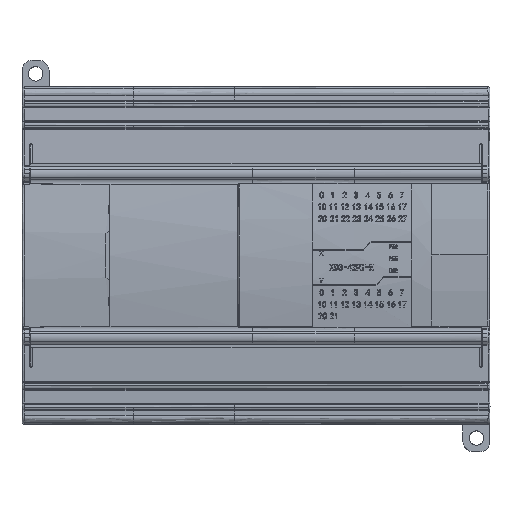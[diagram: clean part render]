
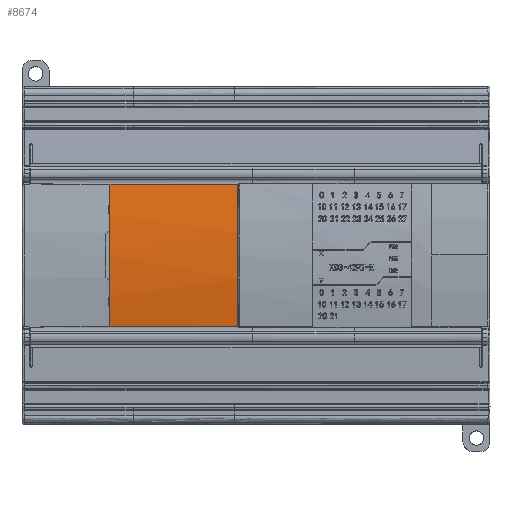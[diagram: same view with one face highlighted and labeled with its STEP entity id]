
A CAD part, top view. The second image highlights one B-rep face of the part: STEP entity #8674.
In plain terms, the highlighted cylindrical face has radius 128 mm (diameter 256 mm), a partial arc.
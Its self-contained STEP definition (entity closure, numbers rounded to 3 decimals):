
#1645=(
BOUNDED_CURVE()
B_SPLINE_CURVE(2,(#142447,#142448,#142449,#142450,#142451),
 .UNSPECIFIED.,.F.,.F.)
B_SPLINE_CURVE_WITH_KNOTS((3,2,3),(0.,12.029,24.059),
 .UNSPECIFIED.)
CURVE()
GEOMETRIC_REPRESENTATION_ITEM()
RATIONAL_B_SPLINE_CURVE((1.,0.999,1.,0.999,1.))
REPRESENTATION_ITEM('')
);
#1646=(
BOUNDED_CURVE()
B_SPLINE_CURVE(2,(#142508,#142509,#142510,#142511,#142512,#142513,#142514),
 .UNSPECIFIED.,.F.,.F.)
B_SPLINE_CURVE_WITH_KNOTS((3,2,2,3),(0.,21.215,21.215,
42.429),.UNSPECIFIED.)
CURVE()
GEOMETRIC_REPRESENTATION_ITEM()
RATIONAL_B_SPLINE_CURVE((1.,0.997,1.,1.,1.,0.997,
1.))
REPRESENTATION_ITEM('')
);
#2187=CYLINDRICAL_SURFACE('',#61564,128.);
#8674=ADVANCED_FACE('',(#12119),#2187,.T.);
#12119=FACE_OUTER_BOUND('',#15816,.T.);
#15816=EDGE_LOOP('',(#32601,#32602,#32603,#32604,#32605,#32606));
#32601=ORIENTED_EDGE('',*,*,#43435,.T.);
#32602=ORIENTED_EDGE('',*,*,#43436,.T.);
#32603=ORIENTED_EDGE('',*,*,#43400,.F.);
#32604=ORIENTED_EDGE('',*,*,#43437,.T.);
#32605=ORIENTED_EDGE('',*,*,#43438,.F.);
#32606=ORIENTED_EDGE('',*,*,#43384,.F.);
#43384=EDGE_CURVE('',#58204,#58201,#1645,.T.);
#43400=EDGE_CURVE('',#58215,#58210,#1646,.T.);
#43435=EDGE_CURVE('',#58204,#58211,#51480,.T.);
#43436=EDGE_CURVE('',#58211,#58210,#51481,.T.);
#43437=EDGE_CURVE('',#58215,#58220,#51482,.T.);
#43438=EDGE_CURVE('',#58201,#58220,#51483,.T.);
#51480=B_SPLINE_CURVE_WITH_KNOTS('',3,(#142613,#142614,#142615,#142616),
 .UNSPECIFIED.,.F.,.F.,(4,4),(0.,9.148),.UNSPECIFIED.);
#51481=B_SPLINE_CURVE_WITH_KNOTS('',3,(#142617,#142618,#142619,#142620),
 .UNSPECIFIED.,.F.,.F.,(4,4),(0.,37.857),.UNSPECIFIED.);
#51482=B_SPLINE_CURVE_WITH_KNOTS('',1,(#142621,#142622),.UNSPECIFIED.,.F.,
 .F.,(2,2),(0.,37.857),.UNSPECIFIED.);
#51483=B_SPLINE_CURVE_WITH_KNOTS('',3,(#142623,#142624,#142625,#142626,
#142627,#142628,#142629,#142630,#142631,#142632,#142633,#142634,#142635),
 .UNSPECIFIED.,.F.,.F.,(4,3,3,3,4),(-9.146,-6.507,
-3.869,-1.29,0.),.UNSPECIFIED.);
#58201=VERTEX_POINT('',#118720);
#58204=VERTEX_POINT('',#118723);
#58210=VERTEX_POINT('',#118729);
#58211=VERTEX_POINT('',#118730);
#58215=VERTEX_POINT('',#118734);
#58220=VERTEX_POINT('',#118739);
#61564=AXIS2_PLACEMENT_3D('',#110746,#64366,$);
#64366=DIRECTION('',(-1.,0.,0.));
#110746=CARTESIAN_POINT('',(-9.307,-49.261,-83.574));
#118720=CARTESIAN_POINT('',(-28.25,-37.258,43.862));
#118723=CARTESIAN_POINT('',(-28.25,-61.264,43.862));
#118729=CARTESIAN_POINT('',(9.607,-70.331,42.68));
#118730=CARTESIAN_POINT('',(-28.25,-70.331,42.68));
#118734=CARTESIAN_POINT('',(9.607,-28.191,42.68));
#118739=CARTESIAN_POINT('',(-28.25,-28.191,42.68));
#142447=CARTESIAN_POINT('',(-28.25,-61.264,43.862));
#142448=CARTESIAN_POINT('',(-28.25,-55.276,44.426));
#142449=CARTESIAN_POINT('',(-28.25,-49.261,44.426));
#142450=CARTESIAN_POINT('',(-28.25,-43.246,44.426));
#142451=CARTESIAN_POINT('',(-28.25,-37.258,43.862));
#142508=CARTESIAN_POINT('',(9.607,-28.191,42.68));
#142509=CARTESIAN_POINT('',(9.637,-38.654,44.426));
#142510=CARTESIAN_POINT('',(9.637,-49.261,44.426));
#142511=CARTESIAN_POINT('',(9.637,-49.261,44.426));
#142512=CARTESIAN_POINT('',(9.637,-49.261,44.426));
#142513=CARTESIAN_POINT('',(9.637,-59.868,44.426));
#142514=CARTESIAN_POINT('',(9.607,-70.331,42.68));
#142613=CARTESIAN_POINT('',(-28.25,-61.264,43.862));
#142614=CARTESIAN_POINT('',(-28.25,-64.299,43.577));
#142615=CARTESIAN_POINT('',(-28.25,-67.324,43.182));
#142616=CARTESIAN_POINT('',(-28.25,-70.331,42.68));
#142617=CARTESIAN_POINT('',(-28.25,-70.331,42.68));
#142618=CARTESIAN_POINT('',(-15.631,-70.331,42.68));
#142619=CARTESIAN_POINT('',(-3.012,-70.331,42.68));
#142620=CARTESIAN_POINT('',(9.607,-70.331,42.68));
#142621=CARTESIAN_POINT('',(9.607,-28.191,42.68));
#142622=CARTESIAN_POINT('',(-28.25,-28.191,42.68));
#142623=CARTESIAN_POINT('',(-28.25,-37.258,43.862));
#142624=CARTESIAN_POINT('',(-28.25,-36.382,43.78));
#142625=CARTESIAN_POINT('',(-28.25,-35.507,43.688));
#142626=CARTESIAN_POINT('',(-28.25,-34.634,43.588));
#142627=CARTESIAN_POINT('',(-28.25,-33.76,43.487));
#142628=CARTESIAN_POINT('',(-28.25,-32.888,43.378));
#142629=CARTESIAN_POINT('',(-28.25,-32.017,43.26));
#142630=CARTESIAN_POINT('',(-28.25,-31.165,43.144));
#142631=CARTESIAN_POINT('',(-28.25,-30.314,43.019));
#142632=CARTESIAN_POINT('',(-28.25,-29.464,42.886));
#142633=CARTESIAN_POINT('',(-28.25,-29.039,42.82));
#142634=CARTESIAN_POINT('',(-28.25,-28.615,42.751));
#142635=CARTESIAN_POINT('',(-28.25,-28.191,42.68));
